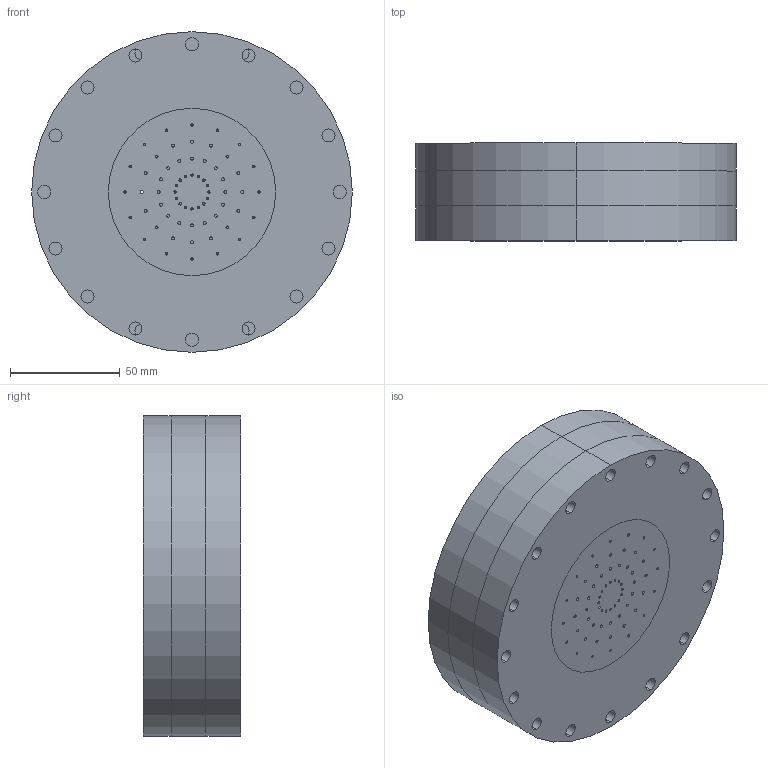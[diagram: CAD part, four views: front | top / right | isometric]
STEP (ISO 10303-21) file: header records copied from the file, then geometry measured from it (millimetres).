
FILE_DESCRIPTION (( 'STEP AP214' ), '1' );
FILE_NAME ('Injector Assembly Ansys.STEP', '2022-01-10T00:02:15', ( '' ), ( '' ), 'SwSTEP 2.0', 'SolidWorks 2021', '' );
FILE_SCHEMA (( 'AUTOMOTIVE_DESIGN' ));
Length unit declared in the file: inch
Products named in the file (4): InjectorV2_Ansys; Ring; Top Plate; Injector Assembly Ansys
Assembly tree (3 placements, depth 2):
  Injector Assembly Ansys
    InjectorV2_Ansys
    Top Plate
    Ring
Bounding box: 146.05 x 44.45 x 146.05 mm (x, y, z)
Volume: 630800.5 mm3; surface area: 149064.2 mm2
Topology: 3 solids, 3 shells, 345 faces, 954 edges, 632 vertices
Faces by surface type: cylinder 312, plane 23, cone 8, torus 2
Entity records: 12676 total; most frequent: CARTESIAN_POINT 3217, ORIENTED_EDGE 1908, DIRECTION 1906, EDGE_CURVE 954, AXIS2_PLACEMENT_3D 793, VERTEX_POINT 632, EDGE_LOOP 632, CIRCLE 442
